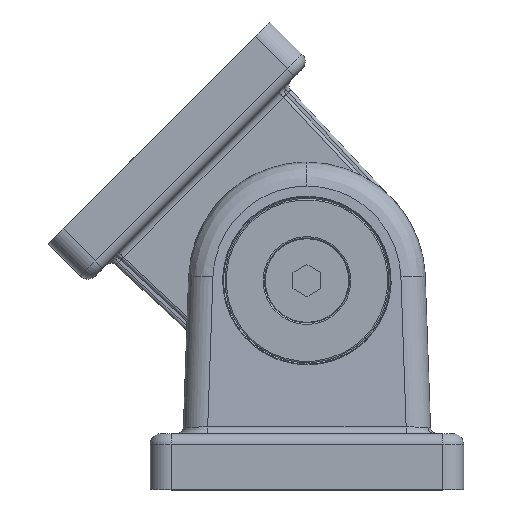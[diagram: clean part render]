
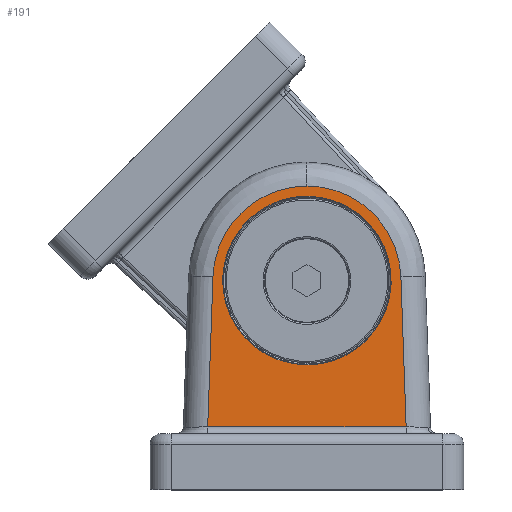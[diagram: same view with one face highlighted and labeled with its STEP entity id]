
A CAD part, top view. The second image highlights one B-rep face of the part: STEP entity #191.
In plain terms, the highlighted planar face has unit normal (0, 0.018, 1).
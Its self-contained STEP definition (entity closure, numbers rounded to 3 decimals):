
#17 =( BOUNDED_CURVE ( )  B_SPLINE_CURVE ( 3, ( #9389, #9390, #9391, #9392 ),
 .UNSPECIFIED., .F., .T. ) 
 B_SPLINE_CURVE_WITH_KNOTS ( ( 4, 4 ),
 ( 4.747, 6.283 ),
 .UNSPECIFIED. ) 
 CURVE ( )  GEOMETRIC_REPRESENTATION_ITEM ( )  RATIONAL_B_SPLINE_CURVE ( ( 1., 0.813, 0.813, 1. ) ) 
 REPRESENTATION_ITEM ( '' )  );
#22 =( BOUNDED_CURVE ( )  B_SPLINE_CURVE ( 3, ( #9368, #9369, #9370, #9371 ),
 .UNSPECIFIED., .F., .T. ) 
 B_SPLINE_CURVE_WITH_KNOTS ( ( 4, 4 ),
 ( 0., 1.536 ),
 .UNSPECIFIED. ) 
 CURVE ( )  GEOMETRIC_REPRESENTATION_ITEM ( )  RATIONAL_B_SPLINE_CURVE ( ( 1., 0.813, 0.813, 1. ) ) 
 REPRESENTATION_ITEM ( '' )  );
#28 =( BOUNDED_CURVE ( )  B_SPLINE_CURVE ( 3, ( #1339, #1340, #1341, #1342 ),
 .UNSPECIFIED., .F., .T. ) 
 B_SPLINE_CURVE_WITH_KNOTS ( ( 4, 4 ),
 ( 0., 3.142 ),
 .UNSPECIFIED. ) 
 CURVE ( )  GEOMETRIC_REPRESENTATION_ITEM ( )  RATIONAL_B_SPLINE_CURVE ( ( 1., 0.333, 0.333, 1. ) ) 
 REPRESENTATION_ITEM ( '' )  );
#30 =( BOUNDED_CURVE ( )  B_SPLINE_CURVE ( 3, ( #9381, #9382, #9383, #9384 ),
 .UNSPECIFIED., .F., .T. ) 
 B_SPLINE_CURVE_WITH_KNOTS ( ( 4, 4 ),
 ( 3.142, 6.283 ),
 .UNSPECIFIED. ) 
 CURVE ( )  GEOMETRIC_REPRESENTATION_ITEM ( )  RATIONAL_B_SPLINE_CURVE ( ( 1., 0.333, 0.333, 1. ) ) 
 REPRESENTATION_ITEM ( '' )  );
#60 = EDGE_CURVE ( 'NONE', #4798, #4785, #28, .T. ) ;
#137 = EDGE_CURVE ( 'NONE', #4849, #4850, #22, .T. ) ;
#140 = EDGE_CURVE ( 'NONE', #4853, #4845, #9120, .T. ) ;
#141 = EDGE_CURVE ( 'NONE', #4785, #4798, #30, .T. ) ;
#142 = EDGE_CURVE ( 'NONE', #4850, #4853, #9121, .T. ) ;
#143 = EDGE_CURVE ( 'NONE', #4845, #4854, #9122, .T. ) ;
#144 = EDGE_CURVE ( 'NONE', #4854, #4849, #17, .T. ) ;
#191 = ADVANCED_FACE ( 'NONE', ( #9152, #9153 ), #9561, .F. ) ;
#1339 = CARTESIAN_POINT ( 'NONE',  ( 0., 34.102, 19.405 ) ) ;
#1340 = CARTESIAN_POINT ( 'NONE',  ( 24.2, 34.102, 19.405 ) ) ;
#1341 = CARTESIAN_POINT ( 'NONE',  ( 24.2, 9.902, 19.827 ) ) ;
#1342 = CARTESIAN_POINT ( 'NONE',  ( 0., 9.902, 19.827 ) ) ;
#1927 = ORIENTED_EDGE ( 'NONE', *, *, #60, .T. ) ;
#1928 = ORIENTED_EDGE ( 'NONE', *, *, #141, .T. ) ;
#1929 = ORIENTED_EDGE ( 'NONE', *, *, #142, .T. ) ;
#1930 = ORIENTED_EDGE ( 'NONE', *, *, #143, .T. ) ;
#1931 = ORIENTED_EDGE ( 'NONE', *, *, #140, .T. ) ;
#1932 = ORIENTED_EDGE ( 'NONE', *, *, #144, .T. ) ;
#1933 = ORIENTED_EDGE ( 'NONE', *, *, #137, .T. ) ;
#2175 = VECTOR ( 'NONE', #9380, 1000. ) ;
#2176 = VECTOR ( 'NONE', #9386, 1000. ) ;
#2177 = VECTOR ( 'NONE', #9388, 1000. ) ;
#2214 = AXIS2_PLACEMENT_3D ( 'NONE', #9562, #9563, #9564 ) ;
#4633 = EDGE_LOOP ( 'NONE', ( #1927, #1928 ) ) ;
#4634 = EDGE_LOOP ( 'NONE', ( #1929, #1931, #1930, #1932, #1933 ) ) ;
#4785 = VERTEX_POINT ( 'NONE', #14958 ) ;
#4798 = VERTEX_POINT ( 'NONE', #14971 ) ;
#4845 = VERTEX_POINT ( 'NONE', #15018 ) ;
#4849 = VERTEX_POINT ( 'NONE', #15022 ) ;
#4850 = VERTEX_POINT ( 'NONE', #15023 ) ;
#4853 = VERTEX_POINT ( 'NONE', #15026 ) ;
#4854 = VERTEX_POINT ( 'NONE', #15027 ) ;
#9120 = LINE ( 'NONE', #9379, #2175 ) ;
#9121 = LINE ( 'NONE', #9385, #2176 ) ;
#9122 = LINE ( 'NONE', #9387, #2177 ) ;
#9152 = FACE_BOUND ( 'NONE', #4633, .T. ) ;
#9153 = FACE_OUTER_BOUND ( 'NONE', #4634, .T. ) ;
#9368 = CARTESIAN_POINT ( 'NONE',  ( 0., 35.561, 19.379 ) ) ;
#9369 = CARTESIAN_POINT ( 'NONE',  ( -7.691, 35.561, 19.379 ) ) ;
#9370 = CARTESIAN_POINT ( 'NONE',  ( -13.223, 30.218, 19.473 ) ) ;
#9371 = CARTESIAN_POINT ( 'NONE',  ( -13.492, 22.532, 19.607 ) ) ;
#9379 = CARTESIAN_POINT ( 'NONE',  ( 14.279, 0.983, 19.983 ) ) ;
#9380 = DIRECTION ( 'NONE',  ( 1., 0., 0. ) ) ;
#9381 = CARTESIAN_POINT ( 'NONE',  ( 0., 9.902, 19.827 ) ) ;
#9382 = CARTESIAN_POINT ( 'NONE',  ( -24.2, 9.902, 19.827 ) ) ;
#9383 = CARTESIAN_POINT ( 'NONE',  ( -24.2, 34.102, 19.405 ) ) ;
#9384 = CARTESIAN_POINT ( 'NONE',  ( 0., 34.102, 19.405 ) ) ;
#9385 = CARTESIAN_POINT ( 'NONE',  ( -14.286, -0.199, 20.003 ) ) ;
#9386 = DIRECTION ( 'NONE',  ( -0.035, -0.999, 0.017 ) ) ;
#9387 = CARTESIAN_POINT ( 'NONE',  ( 14.237, 1.195, 19.979 ) ) ;
#9388 = DIRECTION ( 'NONE',  ( -0.035, 0.999, -0.017 ) ) ;
#9389 = CARTESIAN_POINT ( 'NONE',  ( 13.492, 22.532, 19.607 ) ) ;
#9390 = CARTESIAN_POINT ( 'NONE',  ( 13.223, 30.218, 19.473 ) ) ;
#9391 = CARTESIAN_POINT ( 'NONE',  ( 7.691, 35.561, 19.379 ) ) ;
#9392 = CARTESIAN_POINT ( 'NONE',  ( 0., 35.561, 19.379 ) ) ;
#9561 = PLANE ( 'NONE',  #2214 ) ;
#9562 = CARTESIAN_POINT ( 'NONE',  ( -20., 0., 20. ) ) ;
#9563 = DIRECTION ( 'NONE',  ( 0., -0.017, -1. ) ) ;
#9564 = DIRECTION ( 'NONE',  ( 0., 1., -0.017 ) ) ;
#14958 = CARTESIAN_POINT ( 'NONE',  ( 0., 9.902, 19.827 ) ) ;
#14971 = CARTESIAN_POINT ( 'NONE',  ( 0., 34.102, 19.405 ) ) ;
#15018 = CARTESIAN_POINT ( 'NONE',  ( 14.244, 0.983, 19.983 ) ) ;
#15022 = CARTESIAN_POINT ( 'NONE',  ( 0., 35.561, 19.379 ) ) ;
#15023 = CARTESIAN_POINT ( 'NONE',  ( -13.492, 22.532, 19.607 ) ) ;
#15026 = CARTESIAN_POINT ( 'NONE',  ( -14.244, 0.983, 19.983 ) ) ;
#15027 = CARTESIAN_POINT ( 'NONE',  ( 13.492, 22.532, 19.607 ) ) ;
